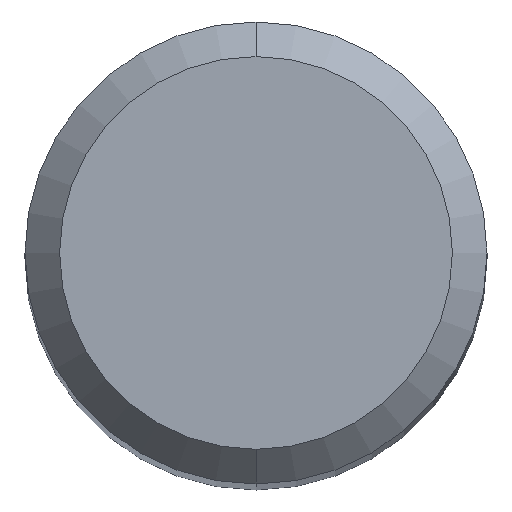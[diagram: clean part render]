
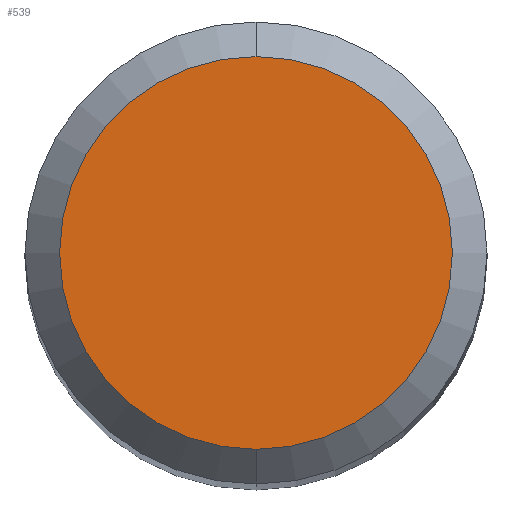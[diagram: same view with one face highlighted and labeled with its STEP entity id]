
A CAD part, top view. The second image highlights one B-rep face of the part: STEP entity #539.
In plain terms, the highlighted planar face has unit normal (0, 0, 1).
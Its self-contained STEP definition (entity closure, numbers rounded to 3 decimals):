
#539=ADVANCED_FACE('',(#1218),#1219,.T.);
#725=VERTEX_POINT('',#1423);
#745=EDGE_CURVE('',#725,#757,#1445,.T.);
#757=VERTEX_POINT('',#1458);
#763=EDGE_CURVE('',#757,#725,#1464,.T.);
#1218=FACE_OUTER_BOUND('',#3851,.T.);
#1219=PLANE('',#3852);
#1423=CARTESIAN_POINT('',(0.0,1.7,0.0));
#1445=CIRCLE('',#4892,1.7);
#1458=CARTESIAN_POINT('',(0.,-1.7,0.0));
#1464=CIRCLE('',#4960,1.7);
#3851=EDGE_LOOP('',(#9902,#9903));
#3852=AXIS2_PLACEMENT_3D('',#9904,#9905,#9906);
#4892=AXIS2_PLACEMENT_3D('',#10127,#10128,#10129);
#4960=AXIS2_PLACEMENT_3D('',#10144,#10145,#10146);
#9902=ORIENTED_EDGE('',*,*,#745,.F.);
#9903=ORIENTED_EDGE('',*,*,#763,.F.);
#9904=CARTESIAN_POINT('',(0.0,0.85,0.0));
#9905=DIRECTION('',(-0.0,0.0,1.0));
#9906=DIRECTION('',(0.0,-1.0,0.0));
#10127=CARTESIAN_POINT('',(0.0,0.0,0.0));
#10128=DIRECTION('',(0.0,0.0,-1.0));
#10129=DIRECTION('',(0.0,1.0,0.0));
#10144=CARTESIAN_POINT('',(0.0,0.0,0.0));
#10145=DIRECTION('',(0.0,0.0,-1.0));
#10146=DIRECTION('',(0.0,1.0,0.0));
